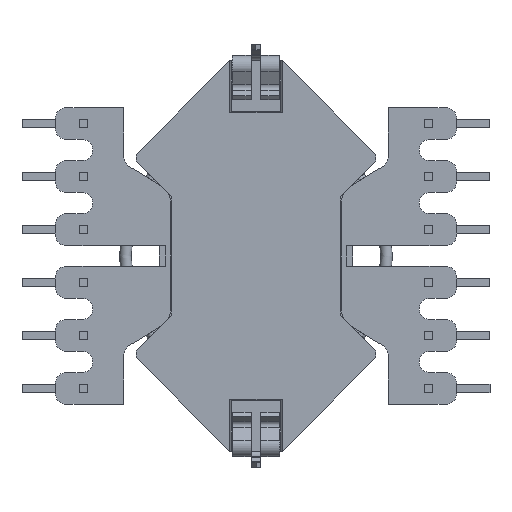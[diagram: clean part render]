
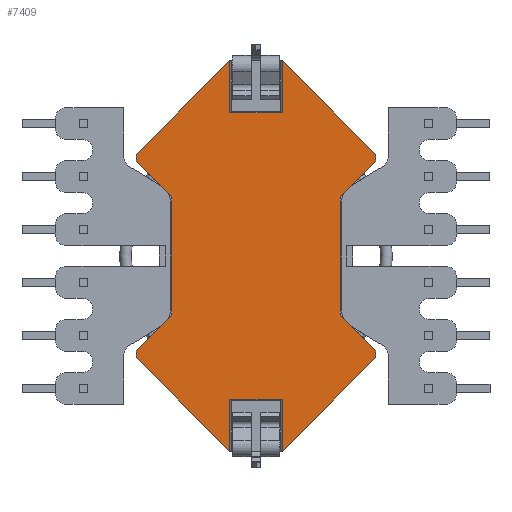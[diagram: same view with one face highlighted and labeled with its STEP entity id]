
A CAD part, front view. The second image highlights one B-rep face of the part: STEP entity #7409.
In plain terms, the highlighted planar face has unit normal (0, -1, 0).
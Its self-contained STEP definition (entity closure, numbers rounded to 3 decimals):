
#193=CIRCLE('',#10317,0.75);
#194=CIRCLE('',#10318,0.75);
#195=CIRCLE('',#10319,0.75);
#196=CIRCLE('',#10320,0.75);
#197=CIRCLE('',#10321,0.75);
#198=CIRCLE('',#10322,0.75);
#199=CIRCLE('',#10323,0.75);
#200=CIRCLE('',#10324,0.75);
#801=ORIENTED_EDGE('',*,*,#2753,.T.);
#802=ORIENTED_EDGE('',*,*,#2754,.F.);
#803=ORIENTED_EDGE('',*,*,#2749,.F.);
#804=ORIENTED_EDGE('',*,*,#2755,.F.);
#805=ORIENTED_EDGE('',*,*,#2756,.T.);
#806=ORIENTED_EDGE('',*,*,#2757,.T.);
#807=ORIENTED_EDGE('',*,*,#2758,.T.);
#808=ORIENTED_EDGE('',*,*,#2759,.T.);
#809=ORIENTED_EDGE('',*,*,#2760,.T.);
#810=ORIENTED_EDGE('',*,*,#2761,.T.);
#811=ORIENTED_EDGE('',*,*,#2762,.T.);
#812=ORIENTED_EDGE('',*,*,#2763,.T.);
#813=ORIENTED_EDGE('',*,*,#2764,.T.);
#814=ORIENTED_EDGE('',*,*,#2765,.F.);
#815=ORIENTED_EDGE('',*,*,#2766,.F.);
#816=ORIENTED_EDGE('',*,*,#2767,.F.);
#817=ORIENTED_EDGE('',*,*,#2768,.T.);
#818=ORIENTED_EDGE('',*,*,#2769,.T.);
#819=ORIENTED_EDGE('',*,*,#2770,.T.);
#820=ORIENTED_EDGE('',*,*,#2771,.T.);
#821=ORIENTED_EDGE('',*,*,#2772,.T.);
#822=ORIENTED_EDGE('',*,*,#2773,.T.);
#823=ORIENTED_EDGE('',*,*,#2774,.T.);
#824=ORIENTED_EDGE('',*,*,#2775,.T.);
#2749=EDGE_CURVE('',#6283,#6284,#3792,.T.);
#2753=EDGE_CURVE('',#6287,#6288,#3796,.T.);
#2754=EDGE_CURVE('',#6284,#6288,#3797,.T.);
#2755=EDGE_CURVE('',#6289,#6283,#3798,.T.);
#2756=EDGE_CURVE('',#6289,#6290,#3799,.T.);
#2757=EDGE_CURVE('',#6290,#6291,#193,.T.);
#2758=EDGE_CURVE('',#6291,#6292,#3800,.T.);
#2759=EDGE_CURVE('',#6292,#6293,#194,.T.);
#2760=EDGE_CURVE('',#6293,#6294,#3801,.T.);
#2761=EDGE_CURVE('',#6294,#6295,#195,.T.);
#2762=EDGE_CURVE('',#6295,#6296,#3802,.T.);
#2763=EDGE_CURVE('',#6296,#6297,#196,.T.);
#2764=EDGE_CURVE('',#6297,#6298,#3803,.T.);
#2765=EDGE_CURVE('',#6299,#6298,#3804,.T.);
#2766=EDGE_CURVE('',#6300,#6299,#3805,.T.);
#2767=EDGE_CURVE('',#6301,#6300,#3806,.T.);
#2768=EDGE_CURVE('',#6301,#6302,#3807,.T.);
#2769=EDGE_CURVE('',#6302,#6303,#197,.T.);
#2770=EDGE_CURVE('',#6303,#6304,#3808,.T.);
#2771=EDGE_CURVE('',#6304,#6305,#198,.T.);
#2772=EDGE_CURVE('',#6305,#6306,#3809,.T.);
#2773=EDGE_CURVE('',#6306,#6307,#199,.T.);
#2774=EDGE_CURVE('',#6307,#6308,#3810,.T.);
#2775=EDGE_CURVE('',#6308,#6287,#200,.T.);
#3792=LINE('',#13456,#4671);
#3796=LINE('',#13465,#4675);
#3797=LINE('',#13468,#4676);
#3798=LINE('',#13469,#4677);
#3799=LINE('',#13471,#4678);
#3800=LINE('',#13475,#4679);
#3801=LINE('',#13479,#4680);
#3802=LINE('',#13483,#4681);
#3803=LINE('',#13487,#4682);
#3804=LINE('',#13489,#4683);
#3805=LINE('',#13491,#4684);
#3806=LINE('',#13493,#4685);
#3807=LINE('',#13495,#4686);
#3808=LINE('',#13499,#4687);
#3809=LINE('',#13503,#4688);
#3810=LINE('',#13507,#4689);
#4671=VECTOR('',#11287,1000.);
#4675=VECTOR('',#11293,1000.);
#4676=VECTOR('',#11294,1000.);
#4677=VECTOR('',#11295,1000.);
#4678=VECTOR('',#11296,1000.);
#4679=VECTOR('',#11299,1000.);
#4680=VECTOR('',#11302,1000.);
#4681=VECTOR('',#11305,1000.);
#4682=VECTOR('',#11308,1000.);
#4683=VECTOR('',#11309,1000.);
#4684=VECTOR('',#11310,1000.);
#4685=VECTOR('',#11311,1000.);
#4686=VECTOR('',#11312,1000.);
#4687=VECTOR('',#11315,1000.);
#4688=VECTOR('',#11318,1000.);
#4689=VECTOR('',#11321,1000.);
#5443=EDGE_LOOP('',(#801,#802,#803,#804,#805,#806,#807,#808,#809,#810,#811,
#812,#813,#814,#815,#816,#817,#818,#819,#820,#821,#822,#823,#824));
#5846=PLANE('',#10316);
#6283=VERTEX_POINT('',#13457);
#6284=VERTEX_POINT('',#13458);
#6287=VERTEX_POINT('',#13466);
#6288=VERTEX_POINT('',#13467);
#6289=VERTEX_POINT('',#13470);
#6290=VERTEX_POINT('',#13472);
#6291=VERTEX_POINT('',#13474);
#6292=VERTEX_POINT('',#13476);
#6293=VERTEX_POINT('',#13478);
#6294=VERTEX_POINT('',#13480);
#6295=VERTEX_POINT('',#13482);
#6296=VERTEX_POINT('',#13484);
#6297=VERTEX_POINT('',#13486);
#6298=VERTEX_POINT('',#13488);
#6299=VERTEX_POINT('',#13490);
#6300=VERTEX_POINT('',#13492);
#6301=VERTEX_POINT('',#13494);
#6302=VERTEX_POINT('',#13496);
#6303=VERTEX_POINT('',#13498);
#6304=VERTEX_POINT('',#13500);
#6305=VERTEX_POINT('',#13502);
#6306=VERTEX_POINT('',#13504);
#6307=VERTEX_POINT('',#13506);
#6308=VERTEX_POINT('',#13508);
#6952=FACE_BOUND('',#5443,.T.);
#7409=ADVANCED_FACE('',(#6952),#5846,.F.);
#10316=AXIS2_PLACEMENT_3D('',#13464,#11291,#11292);
#10317=AXIS2_PLACEMENT_3D('',#13473,#11297,#11298);
#10318=AXIS2_PLACEMENT_3D('',#13477,#11300,#11301);
#10319=AXIS2_PLACEMENT_3D('',#13481,#11303,#11304);
#10320=AXIS2_PLACEMENT_3D('',#13485,#11306,#11307);
#10321=AXIS2_PLACEMENT_3D('',#13497,#11313,#11314);
#10322=AXIS2_PLACEMENT_3D('',#13501,#11316,#11317);
#10323=AXIS2_PLACEMENT_3D('',#13505,#11319,#11320);
#10324=AXIS2_PLACEMENT_3D('',#13509,#11322,#11323);
#11287=DIRECTION('',(1.,0.,0.));
#11291=DIRECTION('',(0.,1.,0.));
#11292=DIRECTION('',(1.,0.,0.));
#11293=DIRECTION('',(-0.707,0.,0.707));
#11294=DIRECTION('',(0.,0.,1.));
#11295=DIRECTION('',(0.,0.,-1.));
#11296=DIRECTION('',(-0.707,0.,-0.707));
#11297=DIRECTION('',(0.,-1.,0.));
#11298=DIRECTION('',(1.,0.,0.));
#11299=DIRECTION('',(0.707,0.,-0.707));
#11300=DIRECTION('',(0.,1.,0.));
#11301=DIRECTION('',(1.,0.,0.));
#11302=DIRECTION('',(0.,0.,-1.));
#11303=DIRECTION('',(0.,1.,0.));
#11304=DIRECTION('',(1.,0.,0.));
#11305=DIRECTION('',(-0.707,0.,-0.707));
#11306=DIRECTION('',(0.,-1.,0.));
#11307=DIRECTION('',(1.,0.,0.));
#11308=DIRECTION('',(0.707,0.,-0.707));
#11309=DIRECTION('',(0.,0.,-1.));
#11310=DIRECTION('',(-1.,0.,0.));
#11311=DIRECTION('',(0.,0.,1.));
#11312=DIRECTION('',(0.707,0.,0.707));
#11313=DIRECTION('',(0.,-1.,0.));
#11314=DIRECTION('',(1.,0.,0.));
#11315=DIRECTION('',(-0.707,0.,0.707));
#11316=DIRECTION('',(0.,1.,0.));
#11317=DIRECTION('',(1.,0.,0.));
#11318=DIRECTION('',(0.,0.,1.));
#11319=DIRECTION('',(0.,1.,0.));
#11320=DIRECTION('',(1.,0.,0.));
#11321=DIRECTION('',(0.707,0.,0.707));
#11322=DIRECTION('',(0.,-1.,0.));
#11323=DIRECTION('',(1.,0.,0.));
#13456=CARTESIAN_POINT('',(-3.353,-9.322,17.517));
#13457=CARTESIAN_POINT('',(-8.353,-9.322,17.517));
#13458=CARTESIAN_POINT('',(-3.353,-9.322,17.517));
#13464=CARTESIAN_POINT('',(-17.653,-9.322,-5.583));
#13465=CARTESIAN_POINT('',(-3.353,-9.322,22.517));
#13466=CARTESIAN_POINT('',(5.416,-9.322,13.748));
#13467=CARTESIAN_POINT('',(-3.353,-9.322,22.517));
#13468=CARTESIAN_POINT('',(-3.353,-9.322,22.517));
#13469=CARTESIAN_POINT('',(-8.353,-9.322,22.517));
#13470=CARTESIAN_POINT('',(-8.353,-9.322,22.517));
#13471=CARTESIAN_POINT('',(-8.353,-9.322,22.517));
#13472=CARTESIAN_POINT('',(-17.123,-9.322,13.748));
#13473=CARTESIAN_POINT('',(-16.593,-9.322,13.217));
#13474=CARTESIAN_POINT('',(-17.123,-9.322,12.687));
#13475=CARTESIAN_POINT('',(-17.653,-9.322,13.217));
#13476=CARTESIAN_POINT('',(-14.123,-9.322,9.687));
#13477=CARTESIAN_POINT('',(-14.653,-9.322,9.157));
#13478=CARTESIAN_POINT('',(-13.903,-9.322,9.157));
#13479=CARTESIAN_POINT('',(-13.903,-9.322,9.467));
#13480=CARTESIAN_POINT('',(-13.903,-9.322,-1.522));
#13481=CARTESIAN_POINT('',(-14.653,-9.322,-1.522));
#13482=CARTESIAN_POINT('',(-14.123,-9.322,-2.052));
#13483=CARTESIAN_POINT('',(-17.653,-9.322,-5.583));
#13484=CARTESIAN_POINT('',(-17.123,-9.322,-5.052));
#13485=CARTESIAN_POINT('',(-16.593,-9.322,-5.583));
#13486=CARTESIAN_POINT('',(-17.123,-9.322,-6.113));
#13487=CARTESIAN_POINT('',(-8.353,-9.322,-14.883));
#13488=CARTESIAN_POINT('',(-8.353,-9.322,-14.883));
#13489=CARTESIAN_POINT('',(-8.353,-9.322,-14.883));
#13490=CARTESIAN_POINT('',(-8.353,-9.322,-9.883));
#13491=CARTESIAN_POINT('',(-3.353,-9.322,-9.883));
#13492=CARTESIAN_POINT('',(-3.353,-9.322,-9.883));
#13493=CARTESIAN_POINT('',(-3.353,-9.322,-14.883));
#13494=CARTESIAN_POINT('',(-3.353,-9.322,-14.883));
#13495=CARTESIAN_POINT('',(-3.353,-9.322,-14.883));
#13496=CARTESIAN_POINT('',(5.416,-9.322,-6.113));
#13497=CARTESIAN_POINT('',(4.886,-9.322,-5.583));
#13498=CARTESIAN_POINT('',(5.416,-9.322,-5.052));
#13499=CARTESIAN_POINT('',(5.947,-9.322,-5.583));
#13500=CARTESIAN_POINT('',(2.416,-9.322,-2.052));
#13501=CARTESIAN_POINT('',(2.947,-9.322,-1.522));
#13502=CARTESIAN_POINT('',(2.197,-9.322,-1.522));
#13503=CARTESIAN_POINT('',(2.197,-9.322,9.467));
#13504=CARTESIAN_POINT('',(2.197,-9.322,9.157));
#13505=CARTESIAN_POINT('',(2.947,-9.322,9.157));
#13506=CARTESIAN_POINT('',(2.416,-9.322,9.687));
#13507=CARTESIAN_POINT('',(5.947,-9.322,13.217));
#13508=CARTESIAN_POINT('',(5.416,-9.322,12.687));
#13509=CARTESIAN_POINT('',(4.886,-9.322,13.217));
